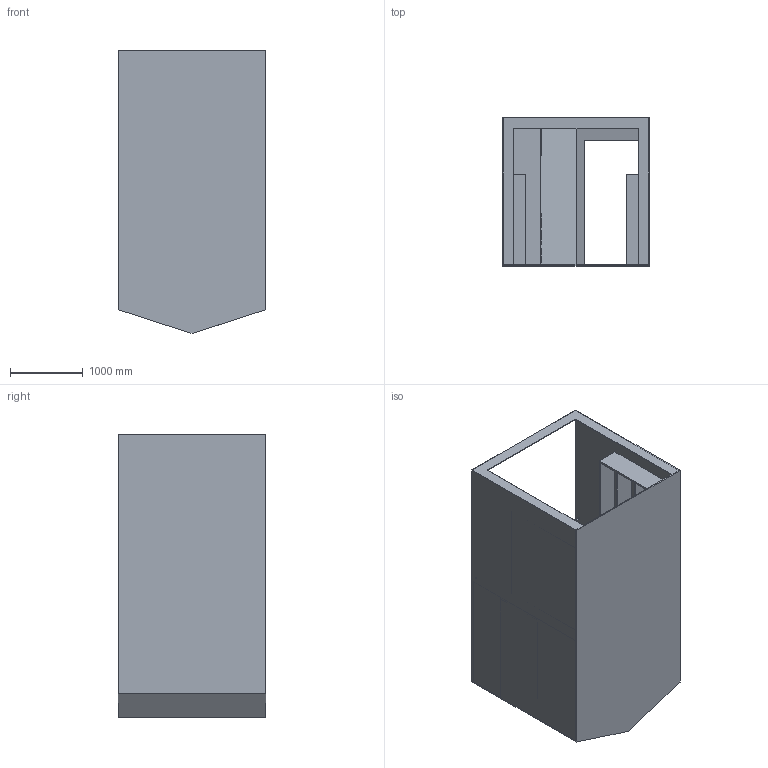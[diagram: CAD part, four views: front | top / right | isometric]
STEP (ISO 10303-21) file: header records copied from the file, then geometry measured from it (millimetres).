
FILE_DESCRIPTION (( 'STEP AP203' ), '1' );
FILE_NAME ('Full Trailer.STEP', '2019-07-19T20:28:27', ( '' ), ( '' ), 'SwSTEP 2.0', 'SolidWorks 2019', '' );
FILE_SCHEMA (( 'CONFIG_CONTROL_DESIGN' ));
Length unit declared in the file: inch
Products named in the file (3): trailer-plywood; Full Trailer; Trainler Interior
Assembly tree (2 placements, depth 2):
  Full Trailer
    trailer-plywood
    Trainler Interior
Bounding box: 2025.65 x 2038.35 x 3898.82 mm (x, y, z)
Volume: 782966946.7 mm3; surface area: 85829212.9 mm2
Topology: 5 solids, 5 shells, 149 faces, 360 edges, 240 vertices
Faces by surface type: plane 147, cylinder 2
Entity records: 4571 total; most frequent: CARTESIAN_POINT 754, ORIENTED_EDGE 720, DIRECTION 672, EDGE_CURVE 360, LINE 356, VECTOR 356, VERTEX_POINT 240, EDGE_LOOP 172
